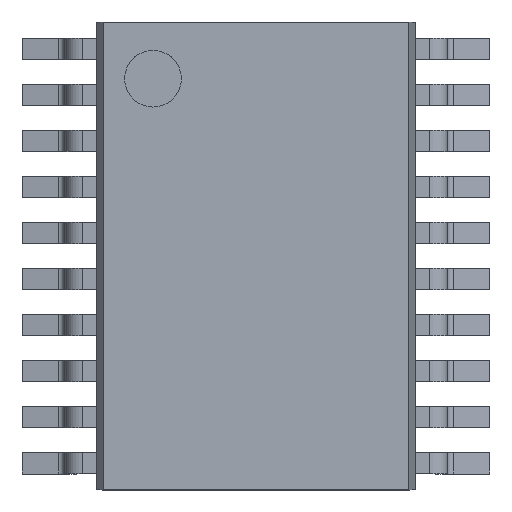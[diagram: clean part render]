
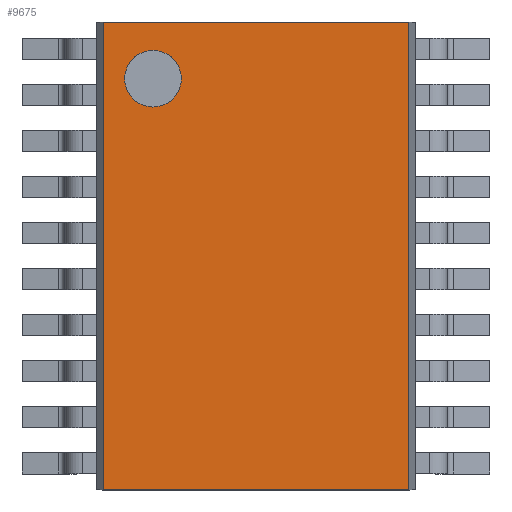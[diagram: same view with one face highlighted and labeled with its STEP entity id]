
A CAD part, top view. The second image highlights one B-rep face of the part: STEP entity #9675.
In plain terms, the highlighted planar face has unit normal (0, 0, 1).
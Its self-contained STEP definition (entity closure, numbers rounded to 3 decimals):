
#9530=CARTESIAN_POINT('',(-1.053,2.5,1.2));
#9531=VERTEX_POINT('',#9530);
#9540=CARTESIAN_POINT('',(-1.853,2.5,1.2));
#9541=VERTEX_POINT('',#9540);
#9542=CARTESIAN_POINT('',(-1.453,2.5,1.2));
#9543=DIRECTION('',(0.0,0.0,-1.0));
#9544=DIRECTION('',(1.0,0.0,0.0));
#9545=AXIS2_PLACEMENT_3D('',#9542,#9543,#9544);
#9546=CIRCLE('',#9545,0.4);
#9547=EDGE_CURVE('',#9541,#9531,#9546,.T.);
#9581=CARTESIAN_POINT('',(-1.453,2.5,1.2));
#9582=DIRECTION('',(0.0,0.0,-1.0));
#9583=DIRECTION('',(1.0,0.0,0.0));
#9584=AXIS2_PLACEMENT_3D('',#9581,#9582,#9583);
#9585=CIRCLE('',#9584,0.4);
#9586=EDGE_CURVE('',#9531,#9541,#9585,.T.);
#9608=CARTESIAN_POINT('',(2.153,3.3,1.2));
#9609=VERTEX_POINT('',#9608);
#9616=CARTESIAN_POINT('',(2.153,-3.3,1.2));
#9617=VERTEX_POINT('',#9616);
#9618=CARTESIAN_POINT('',(2.153,-3.3,1.2));
#9619=DIRECTION('',(0.0,1.0,0.0));
#9620=VECTOR('',#9619,6.6);
#9621=LINE('',#9618,#9620);
#9622=EDGE_CURVE('',#9617,#9609,#9621,.T.);
#9641=CARTESIAN_POINT('',(2.171,-5.35,1.2));
#9642=DIRECTION('',(0.0,0.0,1.0));
#9643=DIRECTION('',(0.0,-1.0,0.0));
#9644=AXIS2_PLACEMENT_3D('',#9641,#9642,#9643);
#9645=PLANE('',#9644);
#9646=CARTESIAN_POINT('',(-2.153,3.3,1.2));
#9647=VERTEX_POINT('',#9646);
#9648=CARTESIAN_POINT('',(2.153,3.3,1.2));
#9649=DIRECTION('',(-1.0,0.0,0.0));
#9650=VECTOR('',#9649,4.306);
#9651=LINE('',#9648,#9650);
#9652=EDGE_CURVE('',#9609,#9647,#9651,.T.);
#9653=ORIENTED_EDGE('',*,*,#9652,.T.);
#9654=CARTESIAN_POINT('',(-2.153,-3.3,1.2));
#9655=VERTEX_POINT('',#9654);
#9656=CARTESIAN_POINT('',(-2.153,3.3,1.2));
#9657=DIRECTION('',(0.0,-1.0,0.0));
#9658=VECTOR('',#9657,6.6);
#9659=LINE('',#9656,#9658);
#9660=EDGE_CURVE('',#9655,#9647,#9659,.F.);
#9661=ORIENTED_EDGE('',*,*,#9660,.F.);
#9662=CARTESIAN_POINT('',(2.153,-3.3,1.2));
#9663=DIRECTION('',(-1.0,0.0,0.0));
#9664=VECTOR('',#9663,4.306);
#9665=LINE('',#9662,#9664);
#9666=EDGE_CURVE('',#9617,#9655,#9665,.T.);
#9667=ORIENTED_EDGE('',*,*,#9666,.F.);
#9668=ORIENTED_EDGE('',*,*,#9622,.T.);
#9669=EDGE_LOOP('',(#9653,#9661,#9667,#9668));
#9670=FACE_OUTER_BOUND('',#9669,.T.);
#9671=ORIENTED_EDGE('',*,*,#9586,.T.);
#9672=ORIENTED_EDGE('',*,*,#9547,.T.);
#9673=EDGE_LOOP('',(#9671,#9672));
#9674=FACE_BOUND('',#9673,.T.);
#9675=ADVANCED_FACE('',(#9670,#9674),#9645,.T.);
